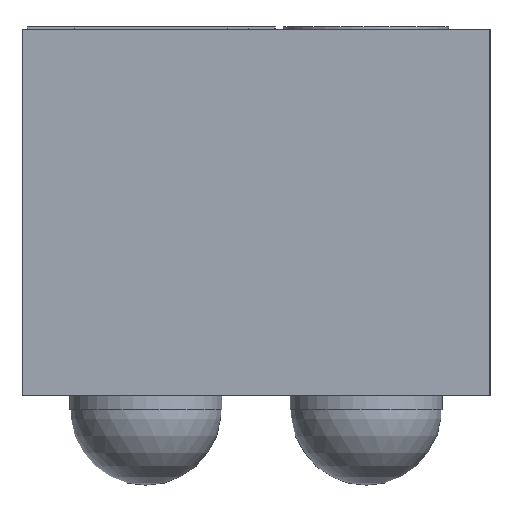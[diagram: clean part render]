
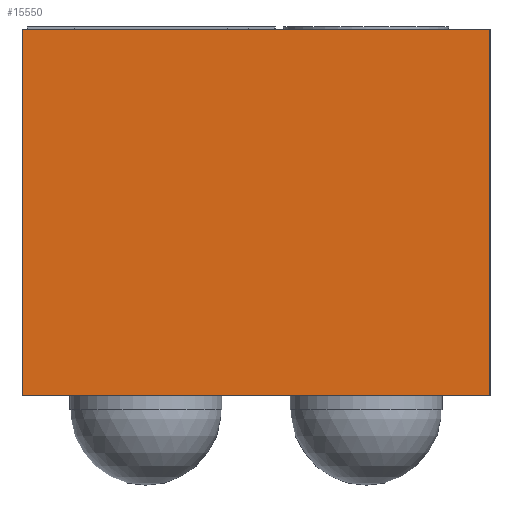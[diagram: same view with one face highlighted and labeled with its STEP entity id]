
A CAD part, left-side view. The second image highlights one B-rep face of the part: STEP entity #15550.
In plain terms, the highlighted planar face has unit normal (-1, 0, 0).
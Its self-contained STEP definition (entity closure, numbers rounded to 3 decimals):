
#15525 = VERTEX_POINT('',#15526);
#15526 = CARTESIAN_POINT('',(-0.6,-0.425,0.665));
#15532 = EDGE_CURVE('',#15533,#15525,#15535,.T.);
#15533 = VERTEX_POINT('',#15534);
#15534 = CARTESIAN_POINT('',(-0.6,-0.425,0.));
#15535 = LINE('',#15536,#15537);
#15536 = CARTESIAN_POINT('',(-0.6,-0.425,0.));
#15537 = VECTOR('',#15538,1.);
#15538 = DIRECTION('',(0.,0.,1.));
#15550 = ADVANCED_FACE('',(#15551),#15576,.T.);
#15551 = FACE_BOUND('',#15552,.T.);
#15552 = EDGE_LOOP('',(#15553,#15554,#15562,#15570));
#15553 = ORIENTED_EDGE('',*,*,#15532,.T.);
#15554 = ORIENTED_EDGE('',*,*,#15555,.T.);
#15555 = EDGE_CURVE('',#15525,#15556,#15558,.T.);
#15556 = VERTEX_POINT('',#15557);
#15557 = CARTESIAN_POINT('',(-0.6,0.425,0.665));
#15558 = LINE('',#15559,#15560);
#15559 = CARTESIAN_POINT('',(-0.6,-0.425,0.665));
#15560 = VECTOR('',#15561,1.);
#15561 = DIRECTION('',(0.,1.,0.));
#15562 = ORIENTED_EDGE('',*,*,#15563,.F.);
#15563 = EDGE_CURVE('',#15564,#15556,#15566,.T.);
#15564 = VERTEX_POINT('',#15565);
#15565 = CARTESIAN_POINT('',(-0.6,0.425,0.));
#15566 = LINE('',#15567,#15568);
#15567 = CARTESIAN_POINT('',(-0.6,0.425,0.));
#15568 = VECTOR('',#15569,1.);
#15569 = DIRECTION('',(0.,0.,1.));
#15570 = ORIENTED_EDGE('',*,*,#15571,.F.);
#15571 = EDGE_CURVE('',#15533,#15564,#15572,.T.);
#15572 = LINE('',#15573,#15574);
#15573 = CARTESIAN_POINT('',(-0.6,-0.425,0.));
#15574 = VECTOR('',#15575,1.);
#15575 = DIRECTION('',(0.,1.,0.));
#15576 = PLANE('',#15577);
#15577 = AXIS2_PLACEMENT_3D('',#15578,#15579,#15580);
#15578 = CARTESIAN_POINT('',(-0.6,-0.425,0.));
#15579 = DIRECTION('',(-1.,0.,0.));
#15580 = DIRECTION('',(0.,1.,0.));
